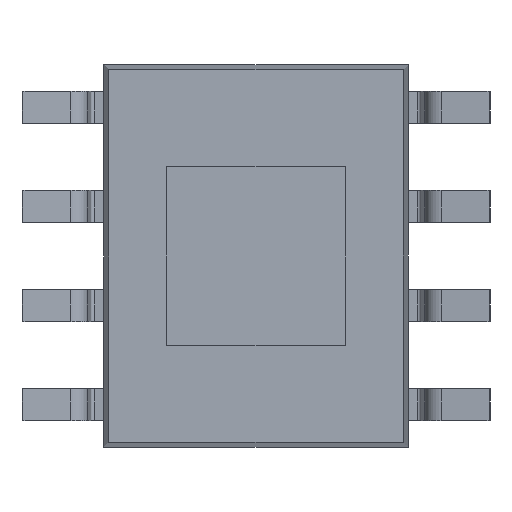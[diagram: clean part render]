
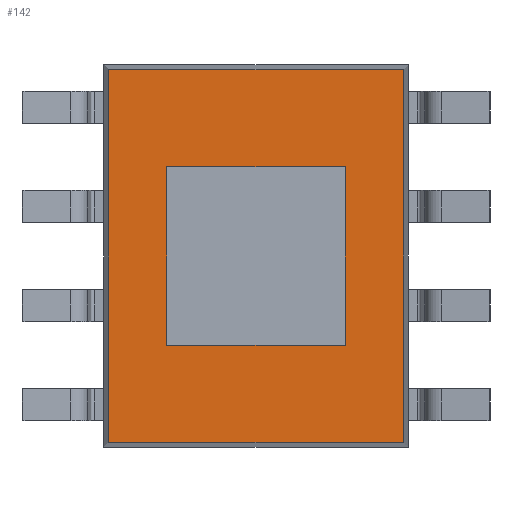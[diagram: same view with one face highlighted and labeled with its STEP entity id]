
A CAD part, front view. The second image highlights one B-rep face of the part: STEP entity #142.
In plain terms, the highlighted planar face has unit normal (0, -1, 0).
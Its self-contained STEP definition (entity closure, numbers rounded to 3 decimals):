
#5 = VECTOR ( 'NONE', #3814, 1000. ) ;
#14 = CARTESIAN_POINT ( 'NONE',  ( 1.145, 0.15, -1.145 ) ) ;
#94 = LINE ( 'NONE', #3791, #120 ) ;
#120 = VECTOR ( 'NONE', #3116, 1000. ) ;
#142 = ADVANCED_FACE ( 'NONE', ( #4347, #3359 ), #3310, .T. ) ;
#194 = VECTOR ( 'NONE', #228, 1000. ) ;
#228 = DIRECTION ( 'NONE',  ( -1., 0., 0. ) ) ;
#258 = EDGE_CURVE ( 'NONE', #3977, #3710, #3854, .T. ) ;
#274 = CARTESIAN_POINT ( 'NONE',  ( -1.89, 0.15, 2.39 ) ) ;
#275 = VERTEX_POINT ( 'NONE', #2495 ) ;
#277 = CARTESIAN_POINT ( 'NONE',  ( -1.145, 0.15, 1.145 ) ) ;
#281 = VECTOR ( 'NONE', #1234, 1000. ) ;
#394 = CARTESIAN_POINT ( 'NONE',  ( -1.89, 0.15, -2.39 ) ) ;
#647 = DIRECTION ( 'NONE',  ( 0., 0., -1. ) ) ;
#857 = ORIENTED_EDGE ( 'NONE', *, *, #1374, .F. ) ;
#1219 = EDGE_LOOP ( 'NONE', ( #4400, #857, #4098, #2905 ) ) ;
#1234 = DIRECTION ( 'NONE',  ( 0., 0., 1. ) ) ;
#1237 = CARTESIAN_POINT ( 'NONE',  ( 1.95, 0.15, 2.39 ) ) ;
#1286 = VERTEX_POINT ( 'NONE', #3050 ) ;
#1374 = EDGE_CURVE ( 'NONE', #1286, #3012, #1446, .T. ) ;
#1394 = DIRECTION ( 'NONE',  ( 1., 0., 0. ) ) ;
#1446 = LINE ( 'NONE', #2151, #5 ) ;
#1653 = EDGE_LOOP ( 'NONE', ( #4250, #4231, #4166, #3440 ) ) ;
#1662 = EDGE_CURVE ( 'NONE', #4146, #3977, #3996, .T. ) ;
#1773 = EDGE_CURVE ( 'NONE', #3880, #1286, #2827, .T. ) ;
#1791 = VECTOR ( 'NONE', #2998, 1000. ) ;
#2016 = EDGE_CURVE ( 'NONE', #3710, #3337, #2873, .T. ) ;
#2048 = CARTESIAN_POINT ( 'NONE',  ( 1.89, 0.15, -2.39 ) ) ;
#2053 = LINE ( 'NONE', #4346, #4178 ) ;
#2151 = CARTESIAN_POINT ( 'NONE',  ( 1.145, 0.15, 1.145 ) ) ;
#2362 = DIRECTION ( 'NONE',  ( 0., -1., 0. ) ) ;
#2403 = DIRECTION ( 'NONE',  ( 0., 0., 1. ) ) ;
#2495 = CARTESIAN_POINT ( 'NONE',  ( -1.145, 0.15, -1.145 ) ) ;
#2786 = VECTOR ( 'NONE', #2403, 1000. ) ;
#2827 = LINE ( 'NONE', #3499, #2786 ) ;
#2873 = LINE ( 'NONE', #4282, #281 ) ;
#2905 = ORIENTED_EDGE ( 'NONE', *, *, #3523, .F. ) ;
#2998 = DIRECTION ( 'NONE',  ( 0., 0., -1. ) ) ;
#3012 = VERTEX_POINT ( 'NONE', #277 ) ;
#3050 = CARTESIAN_POINT ( 'NONE',  ( 1.145, 0.15, 1.145 ) ) ;
#3116 = DIRECTION ( 'NONE',  ( 1., 0., 0. ) ) ;
#3290 = LINE ( 'NONE', #1237, #194 ) ;
#3310 = PLANE ( 'NONE',  #3908 ) ;
#3316 = EDGE_CURVE ( 'NONE', #3012, #275, #2053, .T. ) ;
#3337 = VERTEX_POINT ( 'NONE', #4016 ) ;
#3340 = VECTOR ( 'NONE', #1394, 1000. ) ;
#3355 = CARTESIAN_POINT ( 'NONE',  ( -1.89, 0.15, 2.45 ) ) ;
#3359 = FACE_OUTER_BOUND ( 'NONE', #1653, .T. ) ;
#3440 = ORIENTED_EDGE ( 'NONE', *, *, #1662, .T. ) ;
#3453 = CARTESIAN_POINT ( 'NONE',  ( -1.95, 0.15, -2.39 ) ) ;
#3499 = CARTESIAN_POINT ( 'NONE',  ( 1.145, 0.15, -1.145 ) ) ;
#3523 = EDGE_CURVE ( 'NONE', #275, #3880, #94, .T. ) ;
#3710 = VERTEX_POINT ( 'NONE', #2048 ) ;
#3791 = CARTESIAN_POINT ( 'NONE',  ( 1.145, 0.15, -1.145 ) ) ;
#3814 = DIRECTION ( 'NONE',  ( -1., 0., 0. ) ) ;
#3854 = LINE ( 'NONE', #3453, #3340 ) ;
#3880 = VERTEX_POINT ( 'NONE', #14 ) ;
#3908 = AXIS2_PLACEMENT_3D ( 'NONE', #4041, #2362, #4395 ) ;
#3977 = VERTEX_POINT ( 'NONE', #394 ) ;
#3996 = LINE ( 'NONE', #3355, #1791 ) ;
#4003 = EDGE_CURVE ( 'NONE', #3337, #4146, #3290, .T. ) ;
#4016 = CARTESIAN_POINT ( 'NONE',  ( 1.89, 0.15, 2.39 ) ) ;
#4041 = CARTESIAN_POINT ( 'NONE',  ( 0., 0.15, 0. ) ) ;
#4098 = ORIENTED_EDGE ( 'NONE', *, *, #1773, .F. ) ;
#4146 = VERTEX_POINT ( 'NONE', #274 ) ;
#4166 = ORIENTED_EDGE ( 'NONE', *, *, #4003, .T. ) ;
#4178 = VECTOR ( 'NONE', #647, 1000. ) ;
#4231 = ORIENTED_EDGE ( 'NONE', *, *, #2016, .T. ) ;
#4250 = ORIENTED_EDGE ( 'NONE', *, *, #258, .T. ) ;
#4282 = CARTESIAN_POINT ( 'NONE',  ( 1.89, 0.15, -2.45 ) ) ;
#4346 = CARTESIAN_POINT ( 'NONE',  ( -1.145, 0.15, -1.145 ) ) ;
#4347 = FACE_BOUND ( 'NONE', #1219, .T. ) ;
#4395 = DIRECTION ( 'NONE',  ( 0., 0., -1. ) ) ;
#4400 = ORIENTED_EDGE ( 'NONE', *, *, #3316, .F. ) ;
